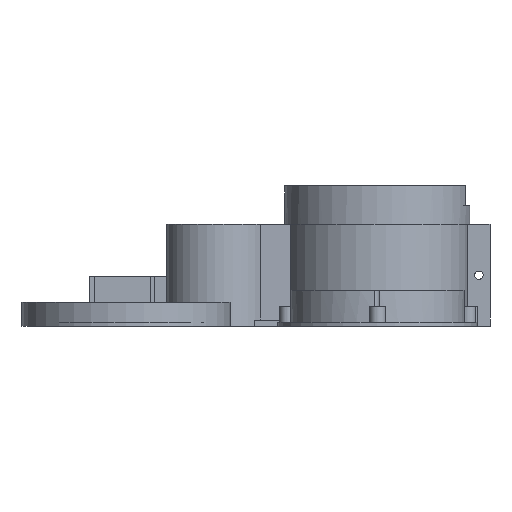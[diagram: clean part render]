
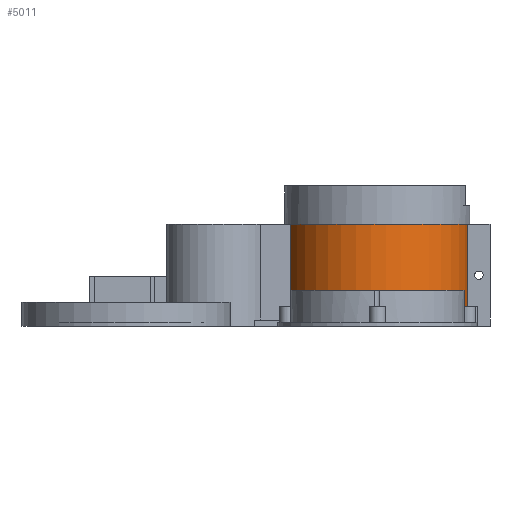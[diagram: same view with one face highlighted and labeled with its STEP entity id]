
A CAD part, left-side view. The second image highlights one B-rep face of the part: STEP entity #5011.
In plain terms, the highlighted cylindrical face has radius 45.5 mm (diameter 91 mm), a partial arc.
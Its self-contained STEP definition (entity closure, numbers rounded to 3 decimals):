
#592=FACE_OUTER_BOUND('',#966,.T.);
#966=EDGE_LOOP('',(#4172,#4173,#4174,#4175));
#1296=LINE('',#9658,#1694);
#1297=LINE('',#9664,#1695);
#1694=VECTOR('',#6667,10.);
#1695=VECTOR('',#6674,10.);
#2077=CIRCLE('',#5581,45.5);
#2078=CIRCLE('',#5582,45.5);
#2431=VERTEX_POINT('',#9654);
#2432=VERTEX_POINT('',#9656);
#2433=VERTEX_POINT('',#9660);
#2434=VERTEX_POINT('',#9662);
#3047=EDGE_CURVE('',#2431,#2432,#1296,.T.);
#3048=EDGE_CURVE('',#2433,#2431,#2077,.T.);
#3049=EDGE_CURVE('',#2434,#2432,#2078,.T.);
#3050=EDGE_CURVE('',#2433,#2434,#1297,.T.);
#4172=ORIENTED_EDGE('',*,*,#3048,.T.);
#4173=ORIENTED_EDGE('',*,*,#3047,.T.);
#4174=ORIENTED_EDGE('',*,*,#3049,.F.);
#4175=ORIENTED_EDGE('',*,*,#3050,.F.);
#4821=CYLINDRICAL_SURFACE('',#5580,45.5);
#5011=ADVANCED_FACE('',(#592),#4821,.T.);
#5580=AXIS2_PLACEMENT_3D('',#9659,#6668,#6669);
#5581=AXIS2_PLACEMENT_3D('',#9661,#6670,#6671);
#5582=AXIS2_PLACEMENT_3D('',#9663,#6672,#6673);
#6667=DIRECTION('',(0.,0.,1.));
#6668=DIRECTION('center_axis',(0.,0.,1.));
#6669=DIRECTION('ref_axis',(-0.312,0.95,0.));
#6670=DIRECTION('center_axis',(0.,0.,1.));
#6671=DIRECTION('ref_axis',(-0.312,0.95,0.));
#6672=DIRECTION('center_axis',(0.,0.,1.));
#6673=DIRECTION('ref_axis',(-0.312,0.95,0.));
#6674=DIRECTION('',(0.,0.,1.));
#9654=CARTESIAN_POINT('',(344.499,4.834,0.));
#9656=CARTESIAN_POINT('',(344.499,4.834,50.8));
#9658=CARTESIAN_POINT('',(344.499,4.834,0.));
#9659=CARTESIAN_POINT('Origin',(350.,50.,0.));
#9660=CARTESIAN_POINT('',(335.813,93.232,0.));
#9661=CARTESIAN_POINT('Origin',(350.,50.,0.));
#9662=CARTESIAN_POINT('',(335.813,93.232,50.8));
#9663=CARTESIAN_POINT('Origin',(350.,50.,50.8));
#9664=CARTESIAN_POINT('',(335.813,93.232,0.));
